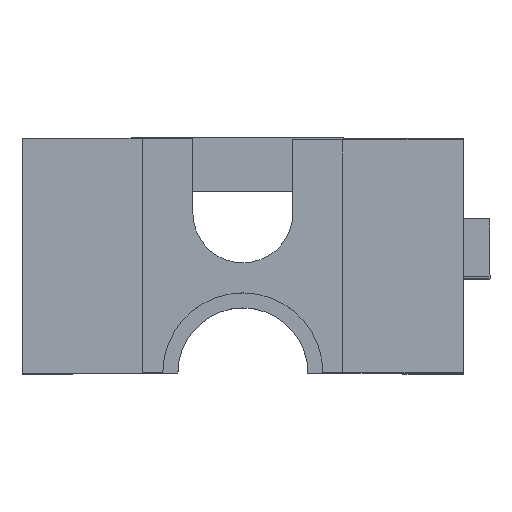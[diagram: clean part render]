
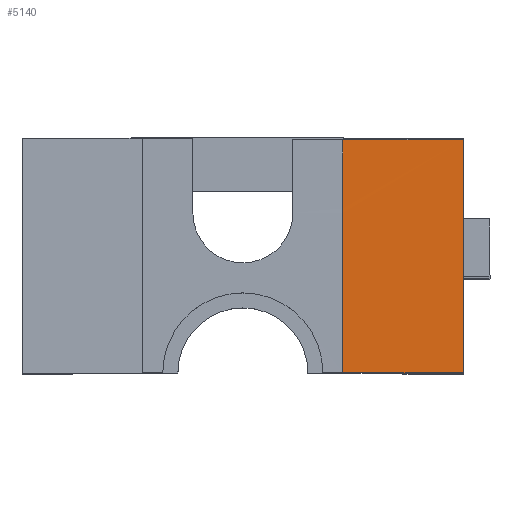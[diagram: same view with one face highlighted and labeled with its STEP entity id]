
A CAD part, top view. The second image highlights one B-rep face of the part: STEP entity #5140.
In plain terms, the highlighted planar face has unit normal (0, 0, 1).
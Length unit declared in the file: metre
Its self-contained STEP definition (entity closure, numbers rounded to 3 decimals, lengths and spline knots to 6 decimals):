
#12=B_SPLINE_CURVE_WITH_KNOTS('',3,(#8250,#8251,#8252,#8253),
 .UNSPECIFIED.,.F.,.F.,(4,4),(0.934764,1.),.UNSPECIFIED.);
#13=B_SPLINE_CURVE_WITH_KNOTS('',3,(#8255,#8256,#8257,#8258),
 .UNSPECIFIED.,.F.,.F.,(4,4),(0.,1.),.UNSPECIFIED.);
#1447=ORIENTED_EDGE('',*,*,#2310,.T.);
#1448=ORIENTED_EDGE('',*,*,#1786,.T.);
#1449=ORIENTED_EDGE('',*,*,#2297,.T.);
#1450=ORIENTED_EDGE('',*,*,#2351,.T.);
#1451=ORIENTED_EDGE('',*,*,#2352,.T.);
#1452=ORIENTED_EDGE('',*,*,#2353,.F.);
#1786=EDGE_CURVE('',#2527,#2526,#3032,.F.);
#2297=EDGE_CURVE('',#2526,#2861,#3455,.F.);
#2310=EDGE_CURVE('',#2870,#2527,#3468,.T.);
#2351=EDGE_CURVE('',#2861,#2890,#3500,.T.);
#2352=EDGE_CURVE('',#2890,#2891,#12,.T.);
#2353=EDGE_CURVE('',#2870,#2891,#13,.F.);
#2526=VERTEX_POINT('',#7126);
#2527=VERTEX_POINT('',#7128);
#2861=VERTEX_POINT('',#8147);
#2870=VERTEX_POINT('',#8173);
#2890=VERTEX_POINT('',#8249);
#2891=VERTEX_POINT('',#8254);
#3032=LINE('',#7127,#3671);
#3455=LINE('',#8148,#4094);
#3468=LINE('',#8172,#4107);
#3500=LINE('',#8248,#4139);
#3671=VECTOR('',#5685,1.);
#4094=VECTOR('',#6634,1.);
#4107=VECTOR('',#6653,1.);
#4139=VECTOR('',#6733,1.);
#4420=EDGE_LOOP('',(#1447,#1448,#1449,#1450,#1451,#1452));
#4701=FACE_BOUND('',#4420,.T.);
#4903=PLANE('',#5496);
#5140=ADVANCED_FACE('',(#4701),#4903,.F.);
#5496=AXIS2_PLACEMENT_3D('',#8247,#6731,#6732);
#5685=DIRECTION('',(0.,-1.,0.));
#6634=DIRECTION('',(1.,0.,0.));
#6653=DIRECTION('',(1.,0.,0.));
#6731=DIRECTION('',(0.,0.,-1.));
#6732=DIRECTION('',(-1.,0.,0.));
#6733=DIRECTION('',(0.,-1.,0.));
#7126=CARTESIAN_POINT('',(0.017105,0.044246,0.024008));
#7127=CARTESIAN_POINT('',(0.017105,0.02096,0.024008));
#7128=CARTESIAN_POINT('',(0.017105,0.02096,0.024008));
#8147=CARTESIAN_POINT('',(0.005105,0.044246,0.024011));
#8148=CARTESIAN_POINT('',(-0.046495,0.044246,0.024008));
#8172=CARTESIAN_POINT('',(0.004105,0.02096,0.024008));
#8173=CARTESIAN_POINT('',(0.005105,0.02096,0.024011));
#8247=CARTESIAN_POINT('',(0.004105,0.032394,0.024008));
#8248=CARTESIAN_POINT('',(0.005105,0.044246,0.024011));
#8249=CARTESIAN_POINT('',(0.005105,0.037404,0.024011));
#8250=CARTESIAN_POINT('',(0.005105,0.037404,0.024008));
#8251=CARTESIAN_POINT('',(0.005105,0.037256,0.024008));
#8252=CARTESIAN_POINT('',(0.005105,0.037108,0.024008));
#8253=CARTESIAN_POINT('',(0.005105,0.03696,0.024008));
#8254=CARTESIAN_POINT('',(0.005105,0.03696,0.024014));
#8255=CARTESIAN_POINT('',(0.005105,0.03696,0.024008));
#8256=CARTESIAN_POINT('',(0.005105,0.031627,0.024008));
#8257=CARTESIAN_POINT('',(0.005105,0.026293,0.024008));
#8258=CARTESIAN_POINT('',(0.005105,0.02096,0.024008));
